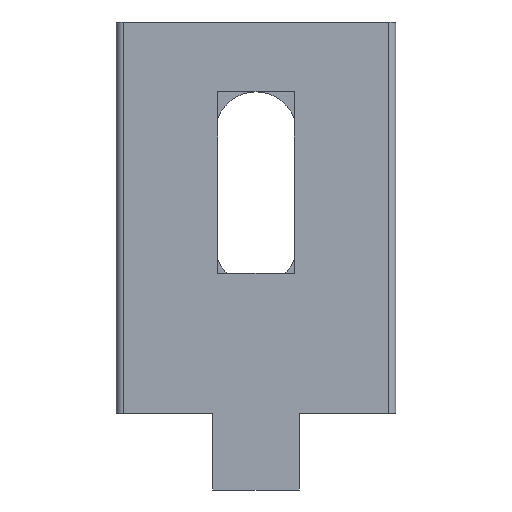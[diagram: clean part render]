
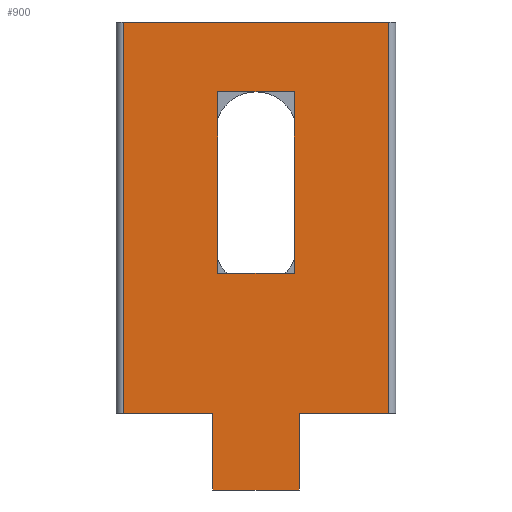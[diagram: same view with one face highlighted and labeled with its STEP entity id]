
A CAD part, left-side view. The second image highlights one B-rep face of the part: STEP entity #900.
In plain terms, the highlighted planar face has unit normal (-1, 0, 0).
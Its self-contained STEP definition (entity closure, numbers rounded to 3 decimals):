
#26=FACE_BOUND('',#102,.T.);
#55=FACE_OUTER_BOUND('',#101,.T.);
#101=EDGE_LOOP('',(#629,#630,#631,#632,#633,#634,#635,#636));
#102=EDGE_LOOP('',(#637,#638,#639,#640));
#147=LINE('',#1264,#262);
#151=LINE('',#1280,#266);
#158=LINE('',#1297,#273);
#161=LINE('',#1301,#276);
#163=LINE('',#1304,#278);
#167=LINE('',#1313,#282);
#168=LINE('',#1315,#283);
#169=LINE('',#1317,#284);
#170=LINE('',#1319,#285);
#171=LINE('',#1321,#286);
#172=LINE('',#1323,#287);
#173=LINE('',#1324,#288);
#262=VECTOR('',#1021,1000.);
#266=VECTOR('',#1033,1000.);
#273=VECTOR('',#1044,10.);
#276=VECTOR('',#1049,10.);
#278=VECTOR('',#1053,10.);
#282=VECTOR('',#1061,1000.);
#283=VECTOR('',#1062,1000.);
#284=VECTOR('',#1063,1000.);
#285=VECTOR('',#1064,1000.);
#286=VECTOR('',#1065,1000.);
#287=VECTOR('',#1066,1000.);
#288=VECTOR('',#1067,1000.);
#374=VERTEX_POINT('',#1257);
#377=VERTEX_POINT('',#1262);
#384=VERTEX_POINT('',#1277);
#385=VERTEX_POINT('',#1279);
#392=VERTEX_POINT('',#1294);
#393=VERTEX_POINT('',#1296);
#396=VERTEX_POINT('',#1312);
#397=VERTEX_POINT('',#1314);
#398=VERTEX_POINT('',#1316);
#399=VERTEX_POINT('',#1318);
#400=VERTEX_POINT('',#1320);
#401=VERTEX_POINT('',#1322);
#463=EDGE_CURVE('',#374,#377,#147,.T.);
#470=EDGE_CURVE('',#384,#385,#151,.T.);
#478=EDGE_CURVE('',#393,#392,#158,.T.);
#481=EDGE_CURVE('',#377,#393,#161,.T.);
#483=EDGE_CURVE('',#392,#374,#163,.T.);
#487=EDGE_CURVE('',#384,#396,#167,.T.);
#488=EDGE_CURVE('',#396,#397,#168,.T.);
#489=EDGE_CURVE('',#398,#397,#169,.T.);
#490=EDGE_CURVE('',#399,#398,#170,.T.);
#491=EDGE_CURVE('',#399,#400,#171,.T.);
#492=EDGE_CURVE('',#400,#401,#172,.T.);
#493=EDGE_CURVE('',#401,#385,#173,.T.);
#629=ORIENTED_EDGE('',*,*,#487,.T.);
#630=ORIENTED_EDGE('',*,*,#488,.T.);
#631=ORIENTED_EDGE('',*,*,#489,.F.);
#632=ORIENTED_EDGE('',*,*,#490,.F.);
#633=ORIENTED_EDGE('',*,*,#491,.T.);
#634=ORIENTED_EDGE('',*,*,#492,.T.);
#635=ORIENTED_EDGE('',*,*,#493,.T.);
#636=ORIENTED_EDGE('',*,*,#470,.F.);
#637=ORIENTED_EDGE('',*,*,#463,.T.);
#638=ORIENTED_EDGE('',*,*,#481,.T.);
#639=ORIENTED_EDGE('',*,*,#478,.T.);
#640=ORIENTED_EDGE('',*,*,#483,.T.);
#865=PLANE('',#962);
#900=ADVANCED_FACE('',(#55,#26),#865,.T.);
#962=AXIS2_PLACEMENT_3D('',#1311,#1059,#1060);
#1021=DIRECTION('',(0.,-1.,0.));
#1033=DIRECTION('',(0.,-1.,0.));
#1044=DIRECTION('',(0.,1.,0.));
#1049=DIRECTION('',(0.,0.,-1.));
#1053=DIRECTION('',(0.,0.,1.));
#1059=DIRECTION('center_axis',(-1.,0.,0.));
#1060=DIRECTION('ref_axis',(0.,0.,1.));
#1061=DIRECTION('',(0.,0.,-1.));
#1062=DIRECTION('',(0.,-1.,0.));
#1063=DIRECTION('',(0.,0.,1.));
#1064=DIRECTION('',(0.,1.,0.));
#1065=DIRECTION('',(0.,0.,1.));
#1066=DIRECTION('',(0.,-1.,0.));
#1067=DIRECTION('',(0.,0.,1.));
#1257=CARTESIAN_POINT('',(-10.,2.75,0.));
#1262=CARTESIAN_POINT('',(-10.,-2.75,0.));
#1264=CARTESIAN_POINT('',(-10.,-10.,0.));
#1277=CARTESIAN_POINT('',(-10.,9.5,5.));
#1279=CARTESIAN_POINT('',(-10.,-9.5,5.));
#1280=CARTESIAN_POINT('',(-10.,-10.,5.));
#1294=CARTESIAN_POINT('',(-10.,2.75,-13.));
#1296=CARTESIAN_POINT('',(-10.,-2.75,-13.));
#1297=CARTESIAN_POINT('',(-10.,-6.375,-13.));
#1301=CARTESIAN_POINT('',(-10.,-2.75,-11.5));
#1304=CARTESIAN_POINT('',(-10.,2.75,-18.));
#1311=CARTESIAN_POINT('Origin',(-10.,-10.,-23.));
#1312=CARTESIAN_POINT('',(-10.,9.5,-23.));
#1313=CARTESIAN_POINT('',(-10.,9.5,-23.));
#1314=CARTESIAN_POINT('',(-10.,3.1,-23.));
#1315=CARTESIAN_POINT('',(-10.,-10.,-23.));
#1316=CARTESIAN_POINT('',(-10.,3.1,-28.5));
#1317=CARTESIAN_POINT('',(-10.,3.1,-28.5));
#1318=CARTESIAN_POINT('',(-10.,-3.1,-28.5));
#1319=CARTESIAN_POINT('',(-10.,-3.1,-28.5));
#1320=CARTESIAN_POINT('',(-10.,-3.1,-23.));
#1321=CARTESIAN_POINT('',(-10.,-3.1,-28.5));
#1322=CARTESIAN_POINT('',(-10.,-9.5,-23.));
#1323=CARTESIAN_POINT('',(-10.,-10.,-23.));
#1324=CARTESIAN_POINT('',(-10.,-9.5,-23.));
